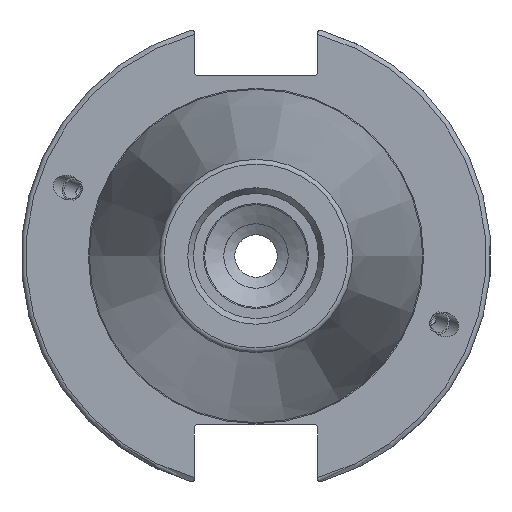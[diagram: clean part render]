
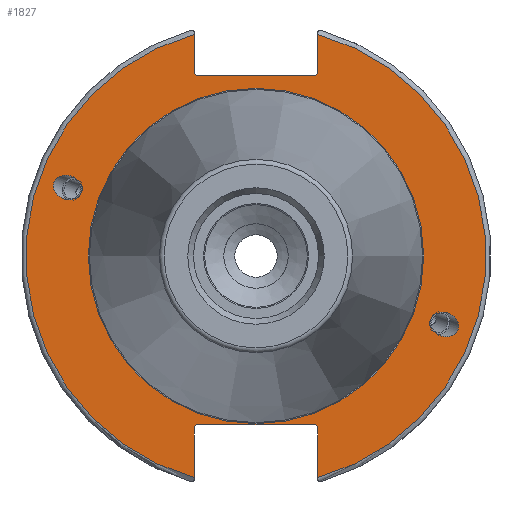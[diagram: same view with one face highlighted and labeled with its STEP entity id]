
A CAD part, left-side view. The second image highlights one B-rep face of the part: STEP entity #1827.
In plain terms, the highlighted planar face has unit normal (-1, 0, 0).
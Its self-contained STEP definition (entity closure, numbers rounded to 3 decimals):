
#126=FACE_BOUND('',#343,.T.);
#127=FACE_BOUND('',#344,.T.);
#128=FACE_BOUND('',#345,.T.);
#136=ELLIPSE('',#1984,3.052,2.5);
#137=ELLIPSE('',#2023,3.052,2.5);
#152=PLANE('',#2036);
#228=FACE_OUTER_BOUND('',#342,.T.);
#342=EDGE_LOOP('',(#1499,#1500,#1501,#1502,#1503,#1504,#1505,#1506,#1507,
#1508,#1509,#1510));
#343=EDGE_LOOP('',(#1511));
#344=EDGE_LOOP('',(#1512));
#345=EDGE_LOOP('',(#1513,#1514));
#446=LINE('',#3395,#546);
#447=LINE('',#3397,#547);
#448=LINE('',#3399,#548);
#449=LINE('',#3401,#549);
#450=LINE('',#3403,#550);
#451=LINE('',#3407,#551);
#452=LINE('',#3409,#552);
#453=LINE('',#3411,#553);
#454=LINE('',#3413,#554);
#455=LINE('',#3414,#555);
#546=VECTOR('',#2462,10.);
#547=VECTOR('',#2463,10.);
#548=VECTOR('',#2464,10.);
#549=VECTOR('',#2465,10.);
#550=VECTOR('',#2466,10.);
#551=VECTOR('',#2469,10.);
#552=VECTOR('',#2470,10.);
#553=VECTOR('',#2471,10.);
#554=VECTOR('',#2472,10.);
#555=VECTOR('',#2473,10.);
#676=CIRCLE('',#2032,35.125);
#677=CIRCLE('',#2033,35.125);
#680=CIRCLE('',#2037,48.213);
#681=CIRCLE('',#2038,48.213);
#801=VERTEX_POINT('',#3096);
#844=VERTEX_POINT('',#3365);
#850=VERTEX_POINT('',#3382);
#851=VERTEX_POINT('',#3384);
#853=VERTEX_POINT('',#3391);
#854=VERTEX_POINT('',#3392);
#855=VERTEX_POINT('',#3394);
#856=VERTEX_POINT('',#3396);
#857=VERTEX_POINT('',#3398);
#858=VERTEX_POINT('',#3400);
#859=VERTEX_POINT('',#3402);
#860=VERTEX_POINT('',#3404);
#861=VERTEX_POINT('',#3406);
#862=VERTEX_POINT('',#3408);
#863=VERTEX_POINT('',#3410);
#864=VERTEX_POINT('',#3412);
#1023=EDGE_CURVE('',#801,#801,#136,.T.);
#1079=EDGE_CURVE('',#844,#844,#137,.T.);
#1087=EDGE_CURVE('',#850,#851,#676,.T.);
#1088=EDGE_CURVE('',#851,#850,#677,.T.);
#1091=EDGE_CURVE('',#853,#854,#680,.T.);
#1092=EDGE_CURVE('',#853,#855,#446,.T.);
#1093=EDGE_CURVE('',#856,#855,#447,.T.);
#1094=EDGE_CURVE('',#856,#857,#448,.T.);
#1095=EDGE_CURVE('',#858,#857,#449,.T.);
#1096=EDGE_CURVE('',#858,#859,#450,.T.);
#1097=EDGE_CURVE('',#860,#859,#681,.T.);
#1098=EDGE_CURVE('',#860,#861,#451,.T.);
#1099=EDGE_CURVE('',#862,#861,#452,.T.);
#1100=EDGE_CURVE('',#862,#863,#453,.T.);
#1101=EDGE_CURVE('',#864,#863,#454,.T.);
#1102=EDGE_CURVE('',#864,#854,#455,.T.);
#1499=ORIENTED_EDGE('',*,*,#1091,.F.);
#1500=ORIENTED_EDGE('',*,*,#1092,.T.);
#1501=ORIENTED_EDGE('',*,*,#1093,.F.);
#1502=ORIENTED_EDGE('',*,*,#1094,.T.);
#1503=ORIENTED_EDGE('',*,*,#1095,.F.);
#1504=ORIENTED_EDGE('',*,*,#1096,.T.);
#1505=ORIENTED_EDGE('',*,*,#1097,.F.);
#1506=ORIENTED_EDGE('',*,*,#1098,.T.);
#1507=ORIENTED_EDGE('',*,*,#1099,.F.);
#1508=ORIENTED_EDGE('',*,*,#1100,.T.);
#1509=ORIENTED_EDGE('',*,*,#1101,.F.);
#1510=ORIENTED_EDGE('',*,*,#1102,.T.);
#1511=ORIENTED_EDGE('',*,*,#1023,.T.);
#1512=ORIENTED_EDGE('',*,*,#1079,.T.);
#1513=ORIENTED_EDGE('',*,*,#1088,.F.);
#1514=ORIENTED_EDGE('',*,*,#1087,.F.);
#1827=ADVANCED_FACE('',(#228,#126,#127,#128),#152,.T.);
#1984=AXIS2_PLACEMENT_3D('',#3098,#2336,#2337);
#2023=AXIS2_PLACEMENT_3D('',#3367,#2430,#2431);
#2032=AXIS2_PLACEMENT_3D('',#3385,#2450,#2451);
#2033=AXIS2_PLACEMENT_3D('',#3386,#2452,#2453);
#2036=AXIS2_PLACEMENT_3D('',#3390,#2458,#2459);
#2037=AXIS2_PLACEMENT_3D('',#3393,#2460,#2461);
#2038=AXIS2_PLACEMENT_3D('',#3405,#2467,#2468);
#2336=DIRECTION('center_axis',(1.,0.,0.));
#2337=DIRECTION('ref_axis',(0.,-0.94,-0.342));
#2430=DIRECTION('center_axis',(1.,0.,0.));
#2431=DIRECTION('ref_axis',(0.,0.94,0.342));
#2450=DIRECTION('center_axis',(-1.,0.,0.));
#2451=DIRECTION('ref_axis',(0.,-1.,0.));
#2452=DIRECTION('center_axis',(-1.,0.,0.));
#2453=DIRECTION('ref_axis',(0.,-1.,0.));
#2458=DIRECTION('center_axis',(-1.,0.,0.));
#2459=DIRECTION('ref_axis',(0.,0.,1.));
#2460=DIRECTION('center_axis',(1.,0.,0.));
#2461=DIRECTION('ref_axis',(0.,-1.,0.));
#2462=DIRECTION('',(0.,0.,-1.));
#2463=DIRECTION('',(0.,-0.707,0.707));
#2464=DIRECTION('',(0.,1.,0.));
#2465=DIRECTION('',(0.,-0.707,-0.707));
#2466=DIRECTION('',(0.,0.,1.));
#2467=DIRECTION('center_axis',(1.,0.,0.));
#2468=DIRECTION('ref_axis',(0.,1.,0.));
#2469=DIRECTION('',(0.,0.,1.));
#2470=DIRECTION('',(0.,0.707,-0.707));
#2471=DIRECTION('',(0.,-1.,0.));
#2472=DIRECTION('',(0.,0.707,0.707));
#2473=DIRECTION('',(0.,0.,-1.));
#3096=CARTESIAN_POINT('',(3.175,-36.599,-13.321));
#3098=CARTESIAN_POINT('Origin',(3.175,-39.467,-14.365));
#3365=CARTESIAN_POINT('',(3.175,36.599,13.321));
#3367=CARTESIAN_POINT('Origin',(3.175,39.467,14.365));
#3382=CARTESIAN_POINT('',(3.175,0.,35.125));
#3384=CARTESIAN_POINT('',(3.175,35.125,0.));
#3385=CARTESIAN_POINT('Origin',(3.175,0.,0.));
#3386=CARTESIAN_POINT('Origin',(3.175,0.,0.));
#3390=CARTESIAN_POINT('Origin',(3.175,49.213,0.));
#3391=CARTESIAN_POINT('',(3.175,-12.95,46.441));
#3392=CARTESIAN_POINT('',(3.175,-12.95,-46.441));
#3393=CARTESIAN_POINT('Origin',(3.175,0.,0.));
#3394=CARTESIAN_POINT('',(3.175,-12.95,38.219));
#3395=CARTESIAN_POINT('',(3.175,-12.95,18.86));
#3396=CARTESIAN_POINT('',(3.175,-12.45,37.719));
#3397=CARTESIAN_POINT('',(3.175,12.27,12.999));
#3398=CARTESIAN_POINT('',(3.175,12.45,37.719));
#3399=CARTESIAN_POINT('',(3.175,24.606,37.719));
#3400=CARTESIAN_POINT('',(3.175,12.95,38.219));
#3401=CARTESIAN_POINT('',(3.175,12.336,37.605));
#3402=CARTESIAN_POINT('',(3.175,12.95,46.441));
#3403=CARTESIAN_POINT('',(3.175,12.95,18.86));
#3404=CARTESIAN_POINT('',(3.175,12.95,-46.441));
#3405=CARTESIAN_POINT('Origin',(3.175,0.,0.));
#3406=CARTESIAN_POINT('',(3.175,12.95,-35.806));
#3407=CARTESIAN_POINT('',(3.175,12.95,-17.653));
#3408=CARTESIAN_POINT('',(3.175,12.45,-35.306));
#3409=CARTESIAN_POINT('',(3.175,12.939,-35.795));
#3410=CARTESIAN_POINT('',(3.175,-12.45,-35.306));
#3411=CARTESIAN_POINT('',(3.175,24.606,-35.306));
#3412=CARTESIAN_POINT('',(3.175,-12.95,-35.806));
#3413=CARTESIAN_POINT('',(3.175,11.667,-11.189));
#3414=CARTESIAN_POINT('',(3.175,-12.95,-17.653));
